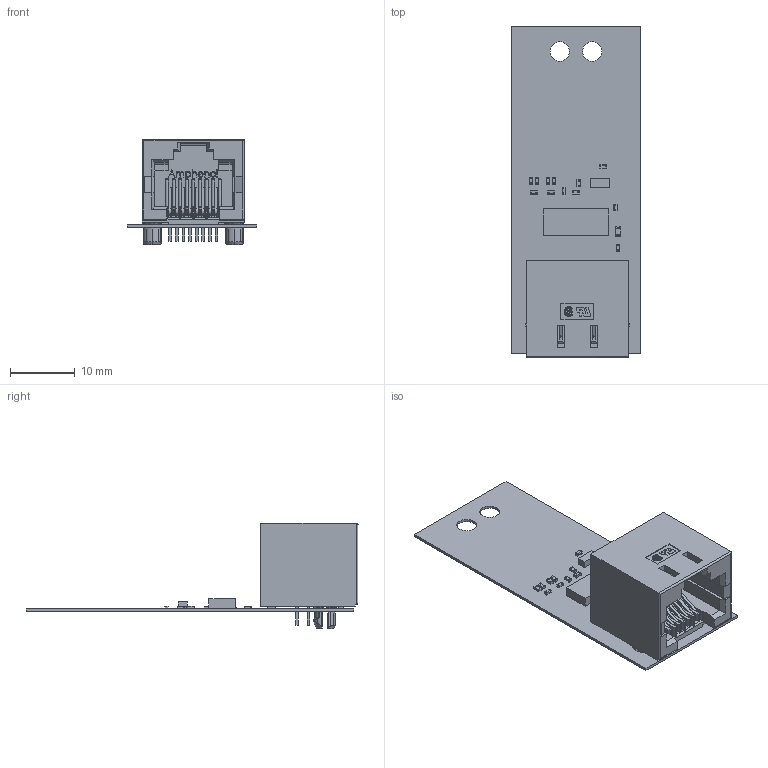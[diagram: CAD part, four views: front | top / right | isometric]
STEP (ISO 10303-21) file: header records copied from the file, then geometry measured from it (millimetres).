
FILE_DESCRIPTION(('Open CASCADE Model'),'2;1');
FILE_NAME('Open CASCADE Shape Model','2025-07-11T08:34:29',('Author'),( 'Open CASCADE'),'Open CASCADE STEP processor 6.8','Open CASCADE 6.8' ,'Unknown');
FILE_SCHEMA(('AUTOMOTIVE_DESIGN { 1 0 10303 214 1 1 1 1 }'));
Length unit declared in the file: millimetre
Products named in the file (58): PCB; Board; Open CASCADE STEP translator 6.8 1.1.1; R2; 6199366144; Mid_Body; Terminal; Open_CASCADE_STEP_translator_6.8_6.2.1; Mark; D3; LED_0603_single_color; R3; 6199366384; R1; C5; 6199366544; Open_CASCADE_STEP_translator_6.8_7.1.1; Open_CASCADE_STEP_translator_6.8_7.1.2; Open_CASCADE_STEP_translator_6.8_7.2.1; C3; 6199367104; C2; C1; 6199366784; U1; 6231608304; Extruded; R7; R6; 6199365824; R4; R5; Q1; 6231607904; C4; PL2; M-RJHSE-5080-REVT1_RGB8421504
Assembly tree (66 placements, depth 5):
  PCB
    Board
      Open CASCADE STEP translator 6.8 1.1.1
    R2
      6199366144
        Mid_Body
        Terminal  x2
          Open_CASCADE_STEP_translator_6.8_6.2.1
        Mark
    D3
      LED_0603_single_color
    R3
      6199366384
        Mid_Body
        Terminal  x2
          Open_CASCADE_STEP_translator_6.8_6.2.1
        Mark
    R1
      6199366144
        Mid_Body
        Terminal  x2
          Open_CASCADE_STEP_translator_6.8_6.2.1
        Mark
    C5
      6199366544
        Terminal
          Open_CASCADE_STEP_translator_6.8_7.1.1
          Open_CASCADE_STEP_translator_6.8_7.1.2
        Mid_Body
          Open_CASCADE_STEP_translator_6.8_7.2.1
    C3
      6199367104
        Terminal
          Open_CASCADE_STEP_translator_6.8_7.1.1
          Open_CASCADE_STEP_translator_6.8_7.1.2
        Mid_Body
          Open_CASCADE_STEP_translator_6.8_7.2.1
    C2
      6199367104
        Terminal
          Open_CASCADE_STEP_translator_6.8_7.1.1
          Open_CASCADE_STEP_translator_6.8_7.1.2
        Mid_Body
          Open_CASCADE_STEP_translator_6.8_7.2.1
    C1
      6199366784
        Terminal
          Open_CASCADE_STEP_translator_6.8_7.1.1
          Open_CASCADE_STEP_translator_6.8_7.1.2
        Mid_Body
          Open_CASCADE_STEP_translator_6.8_7.2.1
    U1
      6231608304
        Extruded
    R7
      6199366144
        Mid_Body
        Terminal  x2
          Open_CASCADE_STEP_translator_6.8_6.2.1
        Mark
Bounding box: 20 x 51.15 x 16.31 mm (x, y, z)
Volume: 2380.8 mm3; surface area: 4365.7 mm2
Topology: 52 solids, 52 shells, 1263 faces, 3266 edges, 2095 vertices
Faces by surface type: plane 846, cylinder 261, bspline 108, sphere 40, cone 8
Full cylindrical faces by diameter (mm): 0.9 x8, 3 x2, 3.302 x2
Entity records: 43379 total; most frequent: CARTESIAN_POINT 12247, ORIENTED_EDGE 5348, DIRECTION 4120, EDGE_CURVE 2674, VERTEX_POINT 1743, LINE 1630, VECTOR 1630, AXIS2_PLACEMENT_3D 1245
